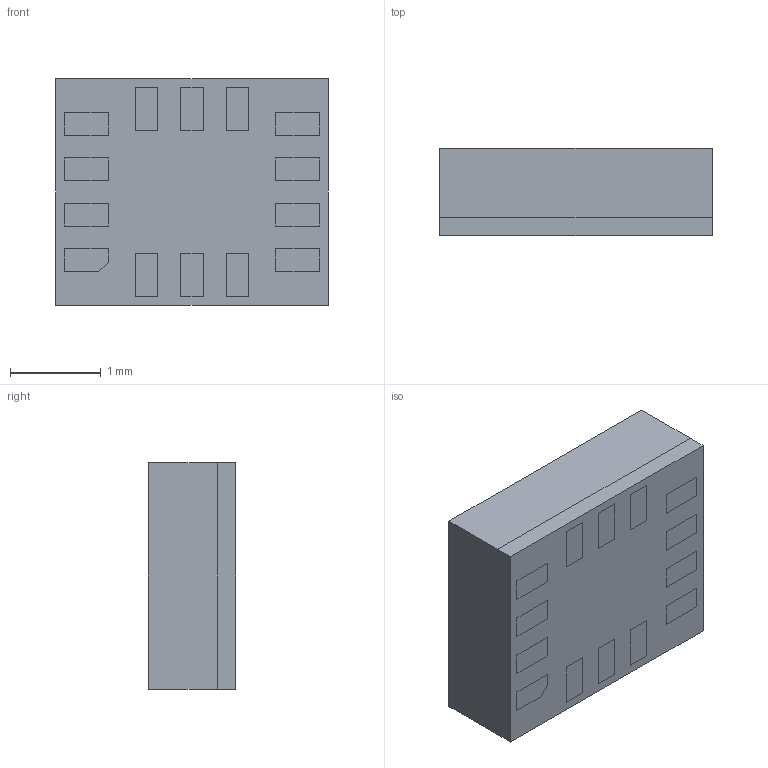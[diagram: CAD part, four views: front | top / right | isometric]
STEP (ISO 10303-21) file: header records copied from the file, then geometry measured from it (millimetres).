
FILE_DESCRIPTION (( 'STEP AP214' ), '1' );
FILE_NAME ('LSM6DS3TR-C.STEP', '2024-02-02T11:59:59', ( 'LENOVO' ), ( '' ), 'SwSTEP 2.0', 'SolidWorks 2021', '' );
FILE_SCHEMA (( 'AUTOMOTIVE_DESIGN' ));
Length unit declared in the file: millimetre
Products named in the file (1): LSM6DS3TR-C
Bounding box: 3 x 0.96 x 2.5 mm (x, y, z)
Volume: 7.2 mm3; surface area: 48.9 mm2
Topology: 17 solids, 17 shells, 161 faces, 378 edges, 252 vertices
Faces by surface type: plane 157, cylinder 4
Entity records: 5414 total; most frequent: CARTESIAN_POINT 792, ORIENTED_EDGE 756, DIRECTION 710, EDGE_CURVE 378, LINE 370, VECTOR 370, VERTEX_POINT 252, EDGE_LOOP 190
